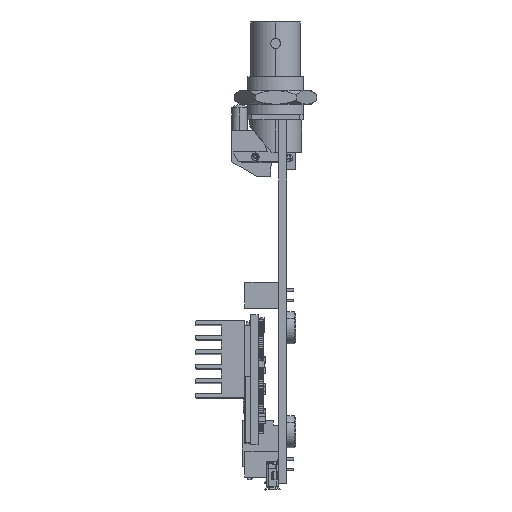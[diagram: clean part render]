
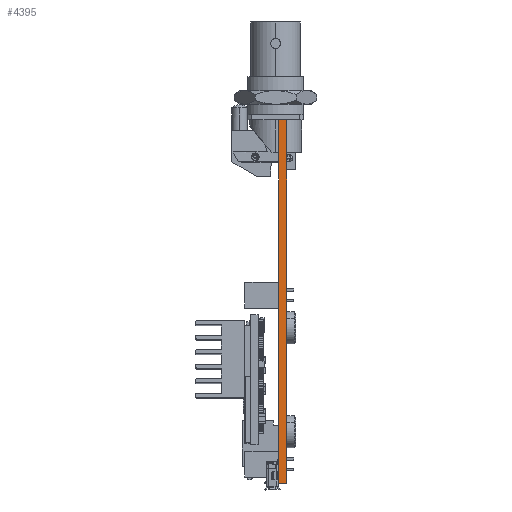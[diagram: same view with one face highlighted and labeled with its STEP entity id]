
A CAD part, left-side view. The second image highlights one B-rep face of the part: STEP entity #4395.
In plain terms, the highlighted planar face has unit normal (-1, 0, 0).
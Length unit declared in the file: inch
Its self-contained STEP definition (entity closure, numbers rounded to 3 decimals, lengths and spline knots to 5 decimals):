
#4395 = ADVANCED_FACE ( 'NONE', ( #17965 ), #20215, .T. ) ;
#17965 = FACE_OUTER_BOUND ( 'NONE', #110530, .T. ) ;
#18457 = AXIS2_PLACEMENT_3D ( 'NONE', #20213, #20217, #20218 ) ;
#20213 = CARTESIAN_POINT ( 'NONE',  ( 0., -0.0625, 0. ) ) ;
#20215 = PLANE ( 'NONE',  #18457 ) ;
#20217 = DIRECTION ( 'NONE',  ( -1., 0., 0. ) ) ;
#20218 = DIRECTION ( 'NONE',  ( 0., 0., 1. ) ) ;
#34908 = LINE ( 'NONE', #35953, #34915 ) ;
#34912 = LINE ( 'NONE', #35952, #34917 ) ;
#34914 = LINE ( 'NONE', #35957, #34919 ) ;
#34915 = VECTOR ( 'NONE', #35958, 39.37008 ) ;
#34916 = LINE ( 'NONE', #35959, #34921 ) ;
#34917 = VECTOR ( 'NONE', #35960, 39.37008 ) ;
#34919 = VECTOR ( 'NONE', #35962, 39.37008 ) ;
#34921 = VECTOR ( 'NONE', #35964, 39.37008 ) ;
#35952 = CARTESIAN_POINT ( 'NONE',  ( 0., -0.0625, -2.8 ) ) ;
#35953 = CARTESIAN_POINT ( 'NONE',  ( 0., 0., 0. ) ) ;
#35957 = CARTESIAN_POINT ( 'NONE',  ( 0., -0.0625, 0. ) ) ;
#35958 = DIRECTION ( 'NONE',  ( 0., 0., 1. ) ) ;
#35959 = CARTESIAN_POINT ( 'NONE',  ( 0., -0.0625, 0. ) ) ;
#35960 = DIRECTION ( 'NONE',  ( 0., 1., 0. ) ) ;
#35962 = DIRECTION ( 'NONE',  ( 0., 0., 1. ) ) ;
#35964 = DIRECTION ( 'NONE',  ( 0., 1., 0. ) ) ;
#64954 = CARTESIAN_POINT ( 'NONE',  ( 0., -0.0625, 0. ) ) ;
#65043 = CARTESIAN_POINT ( 'NONE',  ( 0., 0., -2.8 ) ) ;
#65102 = CARTESIAN_POINT ( 'NONE',  ( 0., 0., 0. ) ) ;
#65114 = CARTESIAN_POINT ( 'NONE',  ( 0., -0.0625, -2.8 ) ) ;
#66626 = EDGE_CURVE ( 'NONE', #112510, #112578, #34908, .T. ) ;
#66627 = EDGE_CURVE ( 'NONE', #112583, #112510, #34912, .T. ) ;
#66628 = EDGE_CURVE ( 'NONE', #112583, #112412, #34914, .T. ) ;
#66629 = EDGE_CURVE ( 'NONE', #112412, #112578, #34916, .T. ) ;
#110530 = EDGE_LOOP ( 'NONE', ( #115306, #115308, #115310, #115312 ) ) ;
#112412 = VERTEX_POINT ( 'NONE', #64954 ) ;
#112510 = VERTEX_POINT ( 'NONE', #65043 ) ;
#112578 = VERTEX_POINT ( 'NONE', #65102 ) ;
#112583 = VERTEX_POINT ( 'NONE', #65114 ) ;
#115306 = ORIENTED_EDGE ( 'NONE', *, *, #66626, .F. ) ;
#115308 = ORIENTED_EDGE ( 'NONE', *, *, #66627, .F. ) ;
#115310 = ORIENTED_EDGE ( 'NONE', *, *, #66628, .T. ) ;
#115312 = ORIENTED_EDGE ( 'NONE', *, *, #66629, .T. ) ;
